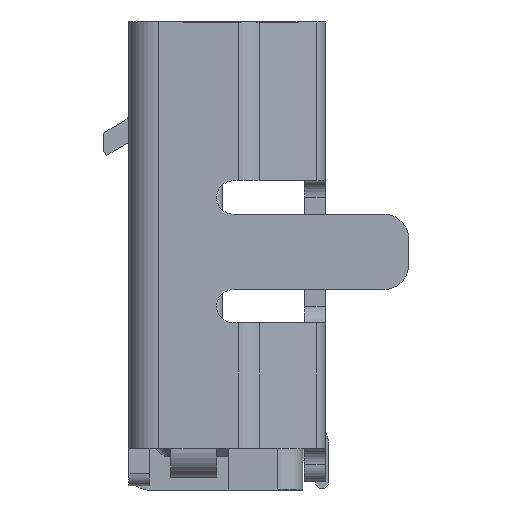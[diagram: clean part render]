
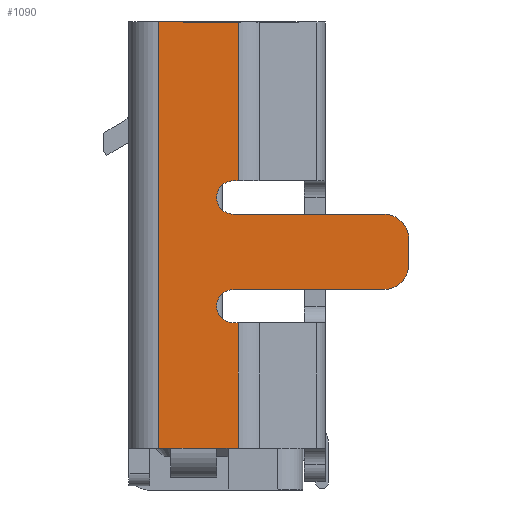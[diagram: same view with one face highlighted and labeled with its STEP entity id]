
A CAD part, left-side view. The second image highlights one B-rep face of the part: STEP entity #1090.
In plain terms, the highlighted planar face has unit normal (-1, 0, 0).
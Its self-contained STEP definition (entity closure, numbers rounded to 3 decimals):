
#1090 = ADVANCED_FACE( 'NONE', ( #2447 ), #2448, .T. );
#2447 = FACE_OUTER_BOUND( '', #4254, .T. );
#2448 = PLANE( '', #4255 );
#4254 = EDGE_LOOP( '', ( #7760, #7761, #7762, #7763, #7764, #7765, #7766, #7767, #7768, #7769, #7770, #7771, #7772, #7773, #7774, #7775 ) );
#4255 = AXIS2_PLACEMENT_3D( '', #7776, #7777, #7778 );
#7760 = ORIENTED_EDGE( '', *, *, #11683, .T. );
#7761 = ORIENTED_EDGE( '', *, *, #11275, .T. );
#7762 = ORIENTED_EDGE( '', *, *, #10952, .T. );
#7763 = ORIENTED_EDGE( '', *, *, #11684, .T. );
#7764 = ORIENTED_EDGE( '', *, *, #10371, .T. );
#7765 = ORIENTED_EDGE( '', *, *, #11472, .T. );
#7766 = ORIENTED_EDGE( '', *, *, #11283, .T. );
#7767 = ORIENTED_EDGE( '', *, *, #10374, .T. );
#7768 = ORIENTED_EDGE( '', *, *, #11685, .T. );
#7769 = ORIENTED_EDGE( '', *, *, #11686, .T. );
#7770 = ORIENTED_EDGE( '', *, *, #11687, .T. );
#7771 = ORIENTED_EDGE( '', *, *, #11688, .T. );
#7772 = ORIENTED_EDGE( '', *, *, #11689, .T. );
#7773 = ORIENTED_EDGE( '', *, *, #11690, .T. );
#7774 = ORIENTED_EDGE( '', *, *, #11571, .T. );
#7775 = ORIENTED_EDGE( '', *, *, #11480, .T. );
#7776 = CARTESIAN_POINT( '', ( -3.7, 0.825, -5.1 ) );
#7777 = DIRECTION( '', ( -1., 0., 0. ) );
#7778 = DIRECTION( '', ( 0., 0., 1. ) );
#10371 = EDGE_CURVE( 'NONE', #12401, #12399, #12402, .T. );
#10374 = EDGE_CURVE( 'NONE', #12405, #12406, #12407, .T. );
#10952 = EDGE_CURVE( 'NONE', #13406, #13407, #13408, .T. );
#11275 = EDGE_CURVE( 'NONE', #13927, #13406, #13928, .T. );
#11283 = EDGE_CURVE( 'NONE', #13937, #12405, #13938, .T. );
#11472 = EDGE_CURVE( 'NONE', #12399, #13937, #14227, .T. );
#11480 = EDGE_CURVE( 'NONE', #14231, #14033, #14238, .T. );
#11571 = EDGE_CURVE( 'NONE', #14362, #14231, #14363, .T. );
#11683 = EDGE_CURVE( 'NONE', #14033, #13927, #14520, .T. );
#11684 = EDGE_CURVE( 'NONE', #13407, #12401, #14521, .T. );
#11685 = EDGE_CURVE( 'NONE', #12406, #14522, #14523, .T. );
#11686 = EDGE_CURVE( 'NONE', #14522, #14524, #14525, .T. );
#11687 = EDGE_CURVE( 'NONE', #14524, #14526, #14527, .T. );
#11688 = EDGE_CURVE( 'NONE', #14526, #14528, #14529, .T. );
#11689 = EDGE_CURVE( 'NONE', #14528, #14530, #14531, .T. );
#11690 = EDGE_CURVE( 'NONE', #14530, #14362, #14532, .T. );
#12399 = VERTEX_POINT( 'NONE', #15405 );
#12401 = VERTEX_POINT( 'NONE', #15408 );
#12402 = CIRCLE( '', #15409, 0.2 );
#12405 = VERTEX_POINT( 'NONE', #15413 );
#12406 = VERTEX_POINT( 'NONE', #15414 );
#12407 = LINE( '', #15415, #15416 );
#13406 = VERTEX_POINT( 'NONE', #16994 );
#13407 = VERTEX_POINT( 'NONE', #16995 );
#13408 = LINE( '', #16996, #16997 );
#13927 = VERTEX_POINT( 'NONE', #17846 );
#13928 = LINE( '', #17847, #17848 );
#13937 = VERTEX_POINT( 'NONE', #17864 );
#13938 = CIRCLE( '', #17865, 0.3 );
#14033 = VERTEX_POINT( 'NONE', #18042 );
#14227 = LINE( '', #18316, #18317 );
#14231 = VERTEX_POINT( 'NONE', #18322 );
#14238 = LINE( '', #18331, #18332 );
#14362 = VERTEX_POINT( 'NONE', #18543 );
#14363 = LINE( '', #18544, #18545 );
#14520 = LINE( '', #18793, #18794 );
#14521 = LINE( '', #18795, #18796 );
#14522 = VERTEX_POINT( 'NONE', #18797 );
#14523 = CIRCLE( '', #18798, 0.3 );
#14524 = VERTEX_POINT( 'NONE', #18799 );
#14525 = LINE( '', #18800, #18801 );
#14526 = VERTEX_POINT( 'NONE', #18802 );
#14527 = CIRCLE( '', #18803, 0.2 );
#14528 = VERTEX_POINT( 'NONE', #18804 );
#14529 = LINE( '', #18805, #18806 );
#14530 = VERTEX_POINT( 'NONE', #18807 );
#14531 = LINE( '', #18808, #18809 );
#14532 = LINE( '', #18810, #18811 );
#15405 = CARTESIAN_POINT( '', ( -3.7, -0.075, -3.2 ) );
#15408 = CARTESIAN_POINT( '', ( -3.7, -0.075, -3.6 ) );
#15409 = AXIS2_PLACEMENT_3D( '', #20067, #20068, #20069 );
#15413 = CARTESIAN_POINT( '', ( -3.7, -2.175, -2.9 ) );
#15414 = CARTESIAN_POINT( '', ( -3.7, -2.175, -2.6 ) );
#15415 = CARTESIAN_POINT( '', ( -3.7, -2.175, -2.55 ) );
#15416 = VECTOR( '', #20071, 1000. );
#16994 = CARTESIAN_POINT( '', ( -3.7, -0.134, -5.1 ) );
#16995 = CARTESIAN_POINT( '', ( -3.7, -0.134, -3.6 ) );
#16996 = CARTESIAN_POINT( '', ( -3.7, -0.134, -4.35 ) );
#16997 = VECTOR( '', #20686, 1000. );
#17846 = CARTESIAN_POINT( '', ( -3.7, 0.125, -5.1 ) );
#17847 = CARTESIAN_POINT( '', ( -3.7, -0.675, -5.1 ) );
#17848 = VECTOR( '', #21003, 1000. );
#17864 = CARTESIAN_POINT( '', ( -3.7, -1.875, -3.2 ) );
#17865 = AXIS2_PLACEMENT_3D( '', #21008, #21009, #21010 );
#18042 = CARTESIAN_POINT( '', ( -3.7, 0.675, -5.1 ) );
#18316 = CARTESIAN_POINT( '', ( -3.7, -0.675, -3.2 ) );
#18317 = VECTOR( '', #21233, 1000. );
#18322 = CARTESIAN_POINT( '', ( -3.7, 0.825, -5.1 ) );
#18331 = CARTESIAN_POINT( '', ( -3.7, 0.925, -5.1 ) );
#18332 = VECTOR( '', #21243, 1000. );
#18543 = CARTESIAN_POINT( '', ( -3.7, 0.825, 0. ) );
#18544 = CARTESIAN_POINT( '', ( -3.7, 0.825, -2.55 ) );
#18545 = VECTOR( '', #21322, 1000. );
#18793 = CARTESIAN_POINT( '', ( -3.7, -0.675, -5.1 ) );
#18794 = VECTOR( '', #21424, 1000. );
#18795 = CARTESIAN_POINT( '', ( -3.7, -0.675, -3.6 ) );
#18796 = VECTOR( '', #21425, 1000. );
#18797 = CARTESIAN_POINT( '', ( -3.7, -1.875, -2.3 ) );
#18798 = AXIS2_PLACEMENT_3D( '', #21426, #21427, #21428 );
#18799 = CARTESIAN_POINT( '', ( -3.7, -0.075, -2.3 ) );
#18800 = CARTESIAN_POINT( '', ( -3.7, -0.675, -2.3 ) );
#18801 = VECTOR( '', #21429, 1000. );
#18802 = CARTESIAN_POINT( '', ( -3.7, -0.075, -1.9 ) );
#18803 = AXIS2_PLACEMENT_3D( '', #21430, #21431, #21432 );
#18804 = CARTESIAN_POINT( '', ( -3.7, -0.134, -1.9 ) );
#18805 = CARTESIAN_POINT( '', ( -3.7, -0.675, -1.9 ) );
#18806 = VECTOR( '', #21433, 1000. );
#18807 = CARTESIAN_POINT( '', ( -3.7, -0.134, 0. ) );
#18808 = CARTESIAN_POINT( '', ( -3.7, -0.134, -0.95 ) );
#18809 = VECTOR( '', #21434, 1000. );
#18810 = CARTESIAN_POINT( '', ( -3.7, -0.675, 0. ) );
#18811 = VECTOR( '', #21435, 1000. );
#20067 = CARTESIAN_POINT( '', ( -3.7, -0.075, -3.4 ) );
#20068 = DIRECTION( '', ( 1., 0., 0. ) );
#20069 = DIRECTION( '', ( 0., 0., 1. ) );
#20071 = DIRECTION( '', ( 0., 0., 1. ) );
#20686 = DIRECTION( '', ( 0., 0., 1. ) );
#21003 = DIRECTION( '', ( 0., -1., 0. ) );
#21008 = CARTESIAN_POINT( '', ( -3.7, -1.875, -2.9 ) );
#21009 = DIRECTION( '', ( -1., 0., 0. ) );
#21010 = DIRECTION( '', ( 0., 0., 1. ) );
#21233 = DIRECTION( '', ( 0., -1., 0. ) );
#21243 = DIRECTION( '', ( 0., -1., 0. ) );
#21322 = DIRECTION( '', ( 0., 0., -1. ) );
#21424 = DIRECTION( '', ( 0., -1., 0. ) );
#21425 = DIRECTION( '', ( 0., 1., 0. ) );
#21426 = CARTESIAN_POINT( '', ( -3.7, -1.875, -2.6 ) );
#21427 = DIRECTION( '', ( -1., 0., 0. ) );
#21428 = DIRECTION( '', ( 0., 0., 1. ) );
#21429 = DIRECTION( '', ( 0., 1., 0. ) );
#21430 = CARTESIAN_POINT( '', ( -3.7, -0.075, -2.1 ) );
#21431 = DIRECTION( '', ( 1., 0., 0. ) );
#21432 = DIRECTION( '', ( 0., 0., 1. ) );
#21433 = DIRECTION( '', ( 0., -1., 0. ) );
#21434 = DIRECTION( '', ( 0., 0., 1. ) );
#21435 = DIRECTION( '', ( 0., 1., 0. ) );
